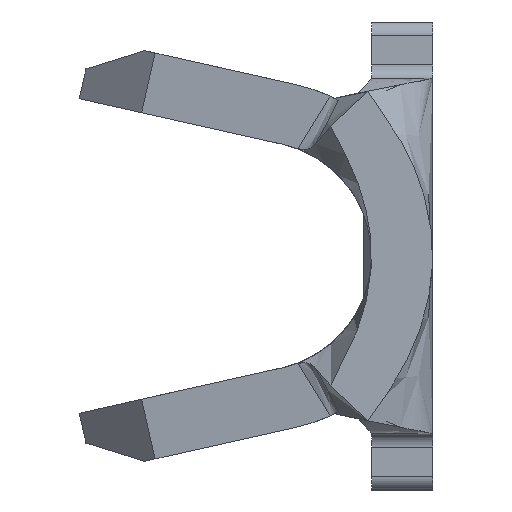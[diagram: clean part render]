
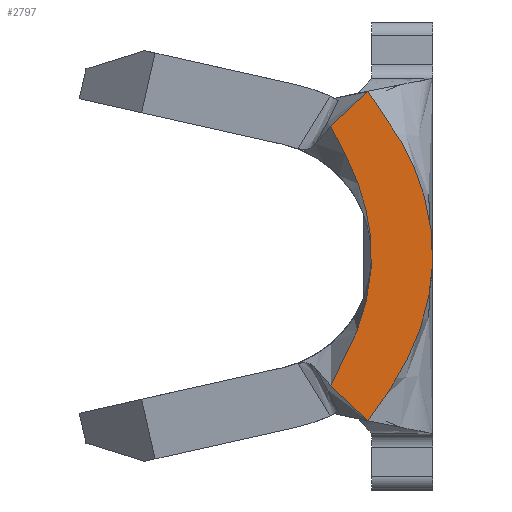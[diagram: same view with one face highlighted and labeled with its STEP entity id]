
A CAD part, left-side view. The second image highlights one B-rep face of the part: STEP entity #2797.
In plain terms, the highlighted planar face has unit normal (-1, 0, 0).
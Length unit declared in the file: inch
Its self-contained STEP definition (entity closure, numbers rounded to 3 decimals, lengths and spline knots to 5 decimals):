
#32 = CARTESIAN_POINT ( 'NONE',  ( -0.512, 0.03989, 0.08025 ) ) ;
#147 = CARTESIAN_POINT ( 'NONE',  ( -0.512, 0.04758, -0.05742 ) ) ;
#155 = ORIENTED_EDGE ( 'NONE', *, *, #4281, .F. ) ;
#170 = CARTESIAN_POINT ( 'NONE',  ( -0.512, 0.04199, 0.04653 ) ) ;
#322 = VERTEX_POINT ( 'NONE', #4122 ) ;
#442 = CARTESIAN_POINT ( 'NONE',  ( -0.512, 0.0339, 0.08606 ) ) ;
#526 = CARTESIAN_POINT ( 'NONE',  ( -0.512, 0.00419, 0.03145 ) ) ;
#568 = CARTESIAN_POINT ( 'NONE',  ( -0.512, 0.0339, 0.08606 ) ) ;
#694 = CARTESIAN_POINT ( 'NONE',  ( -0.512, 0.0534, 0.06792 ) ) ;
#759 = FACE_OUTER_BOUND ( 'NONE', #6123, .T. ) ;
#788 = AXIS2_PLACEMENT_3D ( 'NONE', #1720, #2224, #5924 ) ;
#941 = EDGE_CURVE ( 'NONE', #3746, #5484, #4542, .T. ) ;
#959 = ORIENTED_EDGE ( 'NONE', *, *, #6322, .F. ) ;
#999 = B_SPLINE_CURVE_WITH_KNOTS ( 'NONE', 3,
 ( #3672, #5268, #2111, #5803, #2630, #6323, #3146, #32, #3698, #568 ),
 .UNSPECIFIED., .F., .F.,
 ( 4, 3, 3, 4 ),
 ( 0., 0.00018, 0.00036, 0.00068 ),
 .UNSPECIFIED. ) ;
#1065 = CARTESIAN_POINT ( 'NONE',  ( -0.512, 0.00002, 0.00822 ) ) ;
#1206 = CARTESIAN_POINT ( 'NONE',  ( -0.512, 0.04211, -0.04678 ) ) ;
#1584 = CARTESIAN_POINT ( 'NONE',  ( -0.512, 0.00081, -0.01551 ) ) ;
#1685 = CARTESIAN_POINT ( 'NONE',  ( -0.512, 0.0339, -0.08606 ) ) ;
#1720 = CARTESIAN_POINT ( 'NONE',  ( -0.512, 0.185, -0.093 ) ) ;
#1735 = CARTESIAN_POINT ( 'NONE',  ( -0.512, 0.03468, -0.02399 ) ) ;
#2071 = CARTESIAN_POINT ( 'NONE',  ( -0.512, 0.0244, 0.07354 ) ) ;
#2094 = CARTESIAN_POINT ( 'NONE',  ( -0.512, 0.00642, -0.03839 ) ) ;
#2111 = CARTESIAN_POINT ( 'NONE',  ( -0.512, 0.04988, 0.07104 ) ) ;
#2177 = PLANE ( 'NONE',  #788 ) ;
#2224 = DIRECTION ( 'NONE',  ( -1., 0., 0. ) ) ;
#2236 = CARTESIAN_POINT ( 'NONE',  ( -0.512, 0.03201, -0.00617 ) ) ;
#2403 = CARTESIAN_POINT ( 'NONE',  ( -0.512, 0.0534, -0.06792 ) ) ;
#2620 = CARTESIAN_POINT ( 'NONE',  ( -0.512, 0.02435, -0.07346 ) ) ;
#2630 = CARTESIAN_POINT ( 'NONE',  ( -0.512, 0.0464, 0.07421 ) ) ;
#2637 = CARTESIAN_POINT ( 'NONE',  ( -0.512, 0.0503, -0.07065 ) ) ;
#2658 = CARTESIAN_POINT ( 'NONE',  ( -0.512, 0.04724, -0.07343 ) ) ;
#2684 = CARTESIAN_POINT ( 'NONE',  ( -0.512, 0.0442, -0.07624 ) ) ;
#2707 = CARTESIAN_POINT ( 'NONE',  ( -0.512, 0.04246, -0.07785 ) ) ;
#2728 = CARTESIAN_POINT ( 'NONE',  ( -0.512, 0.04073, -0.07947 ) ) ;
#2751 = CARTESIAN_POINT ( 'NONE',  ( -0.512, 0.03901, -0.08111 ) ) ;
#2759 = EDGE_CURVE ( 'NONE', #3941, #3746, #6163, .T. ) ;
#2767 = CARTESIAN_POINT ( 'NONE',  ( -0.512, 0.03252, 0.01184 ) ) ;
#2775 = CARTESIAN_POINT ( 'NONE',  ( -0.512, 0.0339, -0.08606 ) ) ;
#2797 = ADVANCED_FACE ( 'NONE', ( #759 ), #2177, .T. ) ;
#2878 = CARTESIAN_POINT ( 'NONE',  ( -0.512, 0.03559, -0.0844 ) ) ;
#3146 = CARTESIAN_POINT ( 'NONE',  ( -0.512, 0.04294, 0.07741 ) ) ;
#3275 = CARTESIAN_POINT ( 'NONE',  ( -0.512, 0.03616, 0.02951 ) ) ;
#3382 = CARTESIAN_POINT ( 'NONE',  ( -0.512, 0.0373, -0.08275 ) ) ;
#3655 = CARTESIAN_POINT ( 'NONE',  ( -0.512, 0.00666, 0.03904 ) ) ;
#3672 = CARTESIAN_POINT ( 'NONE',  ( -0.512, 0.0534, 0.06792 ) ) ;
#3698 = CARTESIAN_POINT ( 'NONE',  ( -0.512, 0.03687, 0.08314 ) ) ;
#3746 = VERTEX_POINT ( 'NONE', #1685 ) ;
#3811 = CARTESIAN_POINT ( 'NONE',  ( -0.512, 0.0534, -0.06792 ) ) ;
#3827 = ORIENTED_EDGE ( 'NONE', *, *, #2759, .F. ) ;
#3839 = CARTESIAN_POINT ( 'NONE',  ( -0.512, 0.04754, 0.05736 ) ) ;
#3941 = VERTEX_POINT ( 'NONE', #442 ) ;
#4122 = CARTESIAN_POINT ( 'NONE',  ( -0.512, 0.0534, 0.06792 ) ) ;
#4206 = CARTESIAN_POINT ( 'NONE',  ( -0.512, 0.00088, 0.01602 ) ) ;
#4281 = EDGE_CURVE ( 'NONE', #5484, #322, #6570, .T. ) ;
#4310 = ORIENTED_EDGE ( 'NONE', *, *, #941, .F. ) ;
#4542 = B_SPLINE_CURVE_WITH_KNOTS ( 'NONE', 3,
 ( #2775, #2878, #3382, #2751, #2728, #2707, #2684, #2658, #2637, #2403 ),
 .UNSPECIFIED., .F., .F.,
 ( 4, 3, 3, 4 ),
 ( 0., 0.00018, 0.00036, 0.00068 ),
 .UNSPECIFIED. ) ;
#4749 = CARTESIAN_POINT ( 'NONE',  ( -0.512, -0.00002, -0.00754 ) ) ;
#4896 = CARTESIAN_POINT ( 'NONE',  ( -0.512, 0.03626, -0.02984 ) ) ;
#5254 = CARTESIAN_POINT ( 'NONE',  ( -0.512, 0.0339, 0.08606 ) ) ;
#5268 = CARTESIAN_POINT ( 'NONE',  ( -0.512, 0.05164, 0.06947 ) ) ;
#5276 = CARTESIAN_POINT ( 'NONE',  ( -0.512, 0.00403, -0.03088 ) ) ;
#5418 = CARTESIAN_POINT ( 'NONE',  ( -0.512, 0.03256, -0.01212 ) ) ;
#5484 = VERTEX_POINT ( 'NONE', #6038 ) ;
#5791 = CARTESIAN_POINT ( 'NONE',  ( -0.512, 0.01566, -0.06034 ) ) ;
#5803 = CARTESIAN_POINT ( 'NONE',  ( -0.512, 0.04814, 0.07263 ) ) ;
#5924 = DIRECTION ( 'NONE',  ( 0., 0., 1. ) ) ;
#5933 = CARTESIAN_POINT ( 'NONE',  ( -0.512, 0.03199, 0.00579 ) ) ;
#6038 = CARTESIAN_POINT ( 'NONE',  ( -0.512, 0.0534, -0.06792 ) ) ;
#6123 = EDGE_LOOP ( 'NONE', ( #3827, #959, #155, #4310 ) ) ;
#6163 = B_SPLINE_CURVE_WITH_KNOTS ( 'NONE', 3,
 ( #5254, #2071, #6803, #3655, #526, #4206, #1065, #4749, #1584, #5276, #2094, #5791, #2620, #6309 ),
 .UNSPECIFIED., .F., .F.,
 ( 4, 2, 2, 2, 2, 2, 4 ),
 ( 0., 0.00118, 0.00177, 0.00236, 0.00296, 0.00355, 0.00473 ),
 .UNSPECIFIED. ) ;
#6309 = CARTESIAN_POINT ( 'NONE',  ( -0.512, 0.0339, -0.08606 ) ) ;
#6322 = EDGE_CURVE ( 'NONE', #322, #3941, #999, .T. ) ;
#6323 = CARTESIAN_POINT ( 'NONE',  ( -0.512, 0.04466, 0.0758 ) ) ;
#6453 = CARTESIAN_POINT ( 'NONE',  ( -0.512, 0.03462, 0.02371 ) ) ;
#6570 = B_SPLINE_CURVE_WITH_KNOTS ( 'NONE', 3,
 ( #3811, #147, #1206, #4896, #1735, #5418, #2236, #5933, #2767, #6453, #3275, #170, #3839, #694 ),
 .UNSPECIFIED., .F., .F.,
 ( 4, 2, 2, 2, 2, 2, 4 ),
 ( 0., 0.00091, 0.00136, 0.00182, 0.00227, 0.00273, 0.00363 ),
 .UNSPECIFIED. ) ;
#6803 = CARTESIAN_POINT ( 'NONE',  ( -0.512, 0.01581, 0.06053 ) ) ;
